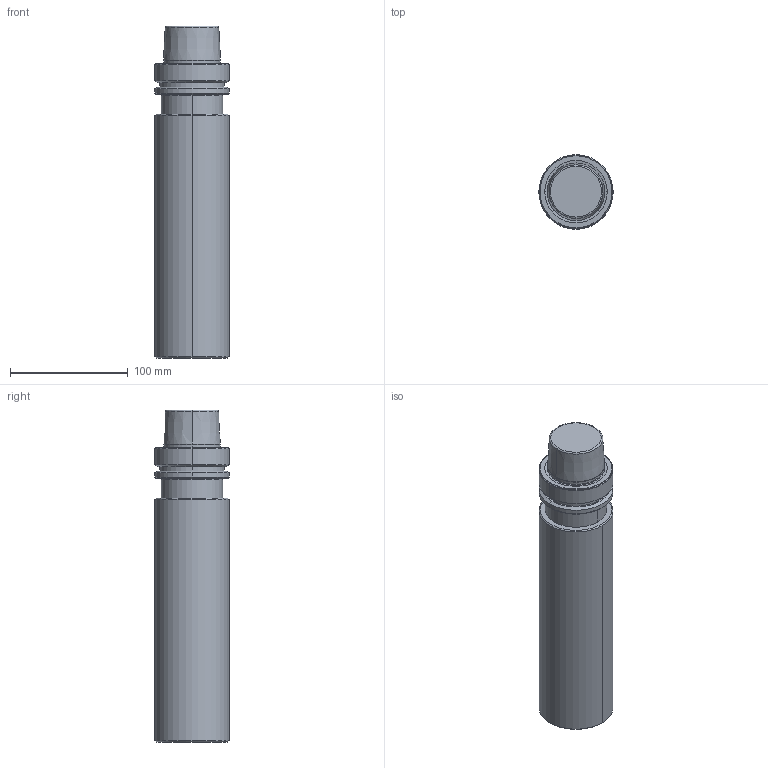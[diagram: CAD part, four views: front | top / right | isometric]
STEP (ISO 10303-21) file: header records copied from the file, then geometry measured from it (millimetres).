
FILE_DESCRIPTION (( 'STEP AP203' ), '1' );
FILE_NAME ('HSK-A 63 BORING BAR BLANK DIA 63.0 L 250-.STEP', '2019-05-15T10:00:46', ( '' ), ( '' ), 'SwSTEP 2.0', 'SolidWorks 2014', '' );
FILE_SCHEMA (( 'CONFIG_CONTROL_DESIGN' ));
Length unit declared in the file: millimetre
Products named in the file (1): HSK-A  63 BORING BAR BLANK DIA 63.0 L 250-
Bounding box: 63 x 63 x 281.9 mm (x, y, z)
Volume: 813771.3 mm3; surface area: 62090.5 mm2
Topology: 1 solids, 1 shells, 51 faces, 102 edges, 58 vertices
Faces by surface type: cone 18, torus 14, cylinder 12, plane 7
Entity records: 1405 total; most frequent: DIRECTION 278, CARTESIAN_POINT 212, ORIENTED_EDGE 204, AXIS2_PLACEMENT_3D 124, EDGE_CURVE 102, CIRCLE 72, VERTEX_POINT 58, EDGE_LOOP 56
